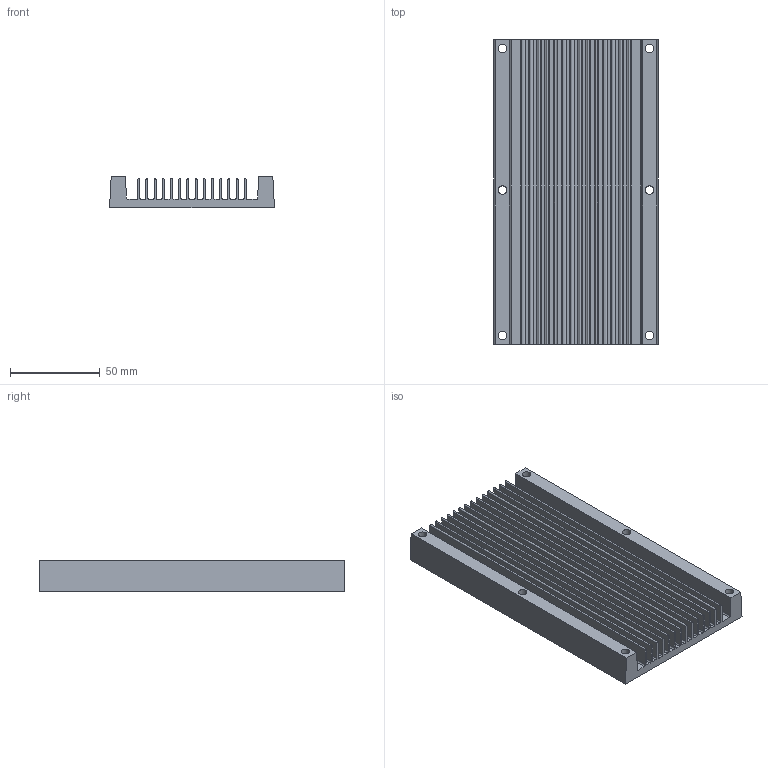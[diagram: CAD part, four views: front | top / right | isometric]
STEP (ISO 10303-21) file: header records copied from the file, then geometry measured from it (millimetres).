
FILE_DESCRIPTION (( 'STEP AP214' ), '1' );
FILE_NAME ('32161.STEP', '2011-02-25T15:38:12', ( 'Vicor Employee' ), ( 'Vicor Corporation' ), 'SwSTEP 2.0', 'SolidWorks 2010', '' );
FILE_SCHEMA (( 'AUTOMOTIVE_DESIGN' ));
Length unit declared in the file: inch
Products named in the file (1): 32161
Bounding box: 92 x 169.93 x 17.37 mm (x, y, z)
Volume: 138380.1 mm3; surface area: 95992.5 mm2
Topology: 1 solids, 1 shells, 102 faces, 303 edges, 203 vertices
Faces by surface type: plane 52, cylinder 50
Full cylindrical faces by diameter (mm): 4.775 x6
Entity records: 3458 total; most frequent: DIRECTION 600, CARTESIAN_POINT 597, ORIENTED_EDGE 588, EDGE_CURVE 294, AXIS2_PLACEMENT_3D 203, VERTEX_POINT 200, VECTOR 194, LINE 194
